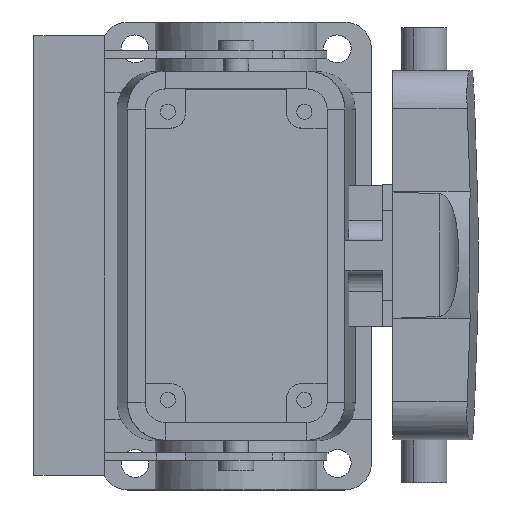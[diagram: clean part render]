
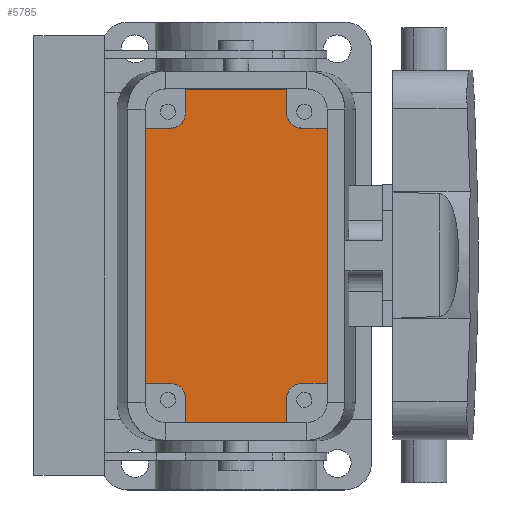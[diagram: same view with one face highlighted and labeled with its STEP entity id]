
A CAD part, top view. The second image highlights one B-rep face of the part: STEP entity #5785.
In plain terms, the highlighted planar face has unit normal (0, 0, 1).
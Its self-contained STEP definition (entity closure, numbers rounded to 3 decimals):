
#943=AXIS2_PLACEMENT_3D('Circle Axis2P3D',#941,#942,$) ;
#4670=AXIS2_PLACEMENT_3D('Circle Axis2P3D',#4668,#4669,$) ;
#4718=AXIS2_PLACEMENT_3D('Circle Axis2P3D',#4716,#4717,$) ;
#5681=AXIS2_PLACEMENT_3D('Circle Axis2P3D',#5679,#5680,$) ;
#5760=AXIS2_PLACEMENT_3D('Plane Axis2P3D',#5757,#5758,#5759) ;
#99=CARTESIAN_POINT('Vertex',(30.,13.25,5.5)) ;
#141=CARTESIAN_POINT('Vertex',(50.,13.25,5.5)) ;
#144=CARTESIAN_POINT('Line Origine',(40.,13.25,5.5)) ;
#337=CARTESIAN_POINT('Line Origine',(50.,15.625,5.5)) ;
#341=CARTESIAN_POINT('Vertex',(50.,18.,5.5)) ;
#941=CARTESIAN_POINT('Axis2P3D Location',(53.,18.,5.5)) ;
#945=CARTESIAN_POINT('Vertex',(53.,21.,5.5)) ;
#1218=CARTESIAN_POINT('Vertex',(58.,21.,5.5)) ;
#1221=CARTESIAN_POINT('Line Origine',(55.5,21.,5.5)) ;
#1891=CARTESIAN_POINT('Vertex',(53.,71.5,5.5)) ;
#1894=CARTESIAN_POINT('Line Origine',(55.5,71.5,5.5)) ;
#1898=CARTESIAN_POINT('Vertex',(58.,71.5,5.5)) ;
#1933=CARTESIAN_POINT('Vertex',(50.,79.25,5.5)) ;
#1936=CARTESIAN_POINT('Line Origine',(50.,76.875,5.5)) ;
#1940=CARTESIAN_POINT('Vertex',(50.,74.5,5.5)) ;
#4641=CARTESIAN_POINT('Vertex',(27.,71.5,5.5)) ;
#4648=CARTESIAN_POINT('Vertex',(22.,71.5,5.5)) ;
#4651=CARTESIAN_POINT('Line Origine',(24.5,71.5,5.5)) ;
#4668=CARTESIAN_POINT('Axis2P3D Location',(27.,74.5,5.5)) ;
#4672=CARTESIAN_POINT('Vertex',(30.,74.5,5.5)) ;
#4692=CARTESIAN_POINT('Line Origine',(30.,76.875,5.5)) ;
#4696=CARTESIAN_POINT('Vertex',(30.,79.25,5.5)) ;
#4716=CARTESIAN_POINT('Axis2P3D Location',(53.,74.5,5.5)) ;
#5425=CARTESIAN_POINT('Line Origine',(58.,46.25,5.5)) ;
#5470=CARTESIAN_POINT('Line Origine',(40.,79.25,5.5)) ;
#5679=CARTESIAN_POINT('Axis2P3D Location',(27.,18.,5.5)) ;
#5683=CARTESIAN_POINT('Vertex',(30.,18.,5.5)) ;
#5685=CARTESIAN_POINT('Vertex',(27.,21.,5.5)) ;
#5714=CARTESIAN_POINT('Vertex',(22.,21.,5.5)) ;
#5717=CARTESIAN_POINT('Line Origine',(22.,46.25,5.5)) ;
#5745=CARTESIAN_POINT('Line Origine',(24.5,21.,5.5)) ;
#5757=CARTESIAN_POINT('Axis2P3D Location',(40.,46.25,5.5)) ;
#5762=CARTESIAN_POINT('Line Origine',(30.,15.625,5.5)) ;
#145=DIRECTION('Vector Direction',(1.,0.,0.)) ;
#338=DIRECTION('Vector Direction',(0.,-1.,0.)) ;
#942=DIRECTION('Axis2P3D Direction',(0.,0.,-1.)) ;
#1222=DIRECTION('Vector Direction',(-1.,0.,0.)) ;
#1895=DIRECTION('Vector Direction',(-1.,0.,0.)) ;
#1937=DIRECTION('Vector Direction',(0.,1.,0.)) ;
#4652=DIRECTION('Vector Direction',(1.,0.,0.)) ;
#4669=DIRECTION('Axis2P3D Direction',(0.,-0.,-1.)) ;
#4693=DIRECTION('Vector Direction',(0.,1.,0.)) ;
#4717=DIRECTION('Axis2P3D Direction',(0.,-0.,-1.)) ;
#5426=DIRECTION('Vector Direction',(0.,-1.,0.)) ;
#5471=DIRECTION('Vector Direction',(-1.,0.,0.)) ;
#5680=DIRECTION('Axis2P3D Direction',(0.,0.,-1.)) ;
#5718=DIRECTION('Vector Direction',(0.,1.,0.)) ;
#5746=DIRECTION('Vector Direction',(1.,0.,0.)) ;
#5758=DIRECTION('Axis2P3D Direction',(-0.,0.,1.)) ;
#5759=DIRECTION('Axis2P3D XDirection',(0.,-1.,0.)) ;
#5763=DIRECTION('Vector Direction',(0.,-1.,0.)) ;
#146=VECTOR('Line Direction',#145,1.) ;
#339=VECTOR('Line Direction',#338,1.) ;
#1223=VECTOR('Line Direction',#1222,1.) ;
#1896=VECTOR('Line Direction',#1895,1.) ;
#1938=VECTOR('Line Direction',#1937,1.) ;
#4653=VECTOR('Line Direction',#4652,1.) ;
#4694=VECTOR('Line Direction',#4693,1.) ;
#5427=VECTOR('Line Direction',#5426,1.) ;
#5472=VECTOR('Line Direction',#5471,1.) ;
#5719=VECTOR('Line Direction',#5718,1.) ;
#5747=VECTOR('Line Direction',#5746,1.) ;
#5764=VECTOR('Line Direction',#5763,1.) ;
#5768=ORIENTED_EDGE('',*,*,#947,.F.) ;
#5769=ORIENTED_EDGE('',*,*,#1225,.F.) ;
#5770=ORIENTED_EDGE('',*,*,#5429,.T.) ;
#5771=ORIENTED_EDGE('',*,*,#1900,.T.) ;
#5772=ORIENTED_EDGE('',*,*,#4720,.F.) ;
#5773=ORIENTED_EDGE('',*,*,#1942,.T.) ;
#5774=ORIENTED_EDGE('',*,*,#5474,.T.) ;
#5775=ORIENTED_EDGE('',*,*,#4698,.F.) ;
#5776=ORIENTED_EDGE('',*,*,#4674,.F.) ;
#5777=ORIENTED_EDGE('',*,*,#4655,.F.) ;
#5778=ORIENTED_EDGE('',*,*,#5721,.T.) ;
#5779=ORIENTED_EDGE('',*,*,#5749,.T.) ;
#5780=ORIENTED_EDGE('',*,*,#5687,.F.) ;
#5781=ORIENTED_EDGE('',*,*,#5766,.T.) ;
#5782=ORIENTED_EDGE('',*,*,#148,.T.) ;
#5783=ORIENTED_EDGE('',*,*,#343,.F.) ;
#5785=ADVANCED_FACE('Hauptk\X2\00F6\X0\rper',(#5784),#5761,.T.) ;
#944=CIRCLE('generated circle',#943,3.) ;
#4671=CIRCLE('generated circle',#4670,3.) ;
#4719=CIRCLE('generated circle',#4718,3.) ;
#5682=CIRCLE('generated circle',#5681,3.) ;
#148=EDGE_CURVE('',#100,#142,#147,.T.) ;
#343=EDGE_CURVE('',#342,#142,#340,.T.) ;
#947=EDGE_CURVE('',#946,#342,#944,.F.) ;
#1225=EDGE_CURVE('',#1219,#946,#1224,.T.) ;
#1900=EDGE_CURVE('',#1899,#1892,#1897,.T.) ;
#1942=EDGE_CURVE('',#1941,#1934,#1939,.T.) ;
#4655=EDGE_CURVE('',#4649,#4642,#4654,.T.) ;
#4674=EDGE_CURVE('',#4642,#4673,#4671,.F.) ;
#4698=EDGE_CURVE('',#4673,#4697,#4695,.T.) ;
#4720=EDGE_CURVE('',#1941,#1892,#4719,.F.) ;
#5429=EDGE_CURVE('',#1219,#1899,#5428,.F.) ;
#5474=EDGE_CURVE('',#1934,#4697,#5473,.T.) ;
#5687=EDGE_CURVE('',#5684,#5686,#5682,.F.) ;
#5721=EDGE_CURVE('',#4649,#5715,#5720,.F.) ;
#5749=EDGE_CURVE('',#5715,#5686,#5748,.T.) ;
#5766=EDGE_CURVE('',#5684,#100,#5765,.T.) ;
#5767=EDGE_LOOP('',(#5768,#5769,#5770,#5771,#5772,#5773,#5774,#5775,#5776,#5777,#5778,#5779,#5780,#5781,#5782,#5783)) ;
#5784=FACE_OUTER_BOUND('',#5767,.T.) ;
#147=LINE('Line',#144,#146) ;
#340=LINE('Line',#337,#339) ;
#1224=LINE('Line',#1221,#1223) ;
#1897=LINE('Line',#1894,#1896) ;
#1939=LINE('Line',#1936,#1938) ;
#4654=LINE('Line',#4651,#4653) ;
#4695=LINE('Line',#4692,#4694) ;
#5428=LINE('Line',#5425,#5427) ;
#5473=LINE('Line',#5470,#5472) ;
#5720=LINE('Line',#5717,#5719) ;
#5748=LINE('Line',#5745,#5747) ;
#5765=LINE('Line',#5762,#5764) ;
#5761=PLANE('',#5760) ;
#100=VERTEX_POINT('',#99) ;
#142=VERTEX_POINT('',#141) ;
#342=VERTEX_POINT('',#341) ;
#946=VERTEX_POINT('',#945) ;
#1219=VERTEX_POINT('',#1218) ;
#1892=VERTEX_POINT('',#1891) ;
#1899=VERTEX_POINT('',#1898) ;
#1934=VERTEX_POINT('',#1933) ;
#1941=VERTEX_POINT('',#1940) ;
#4642=VERTEX_POINT('',#4641) ;
#4649=VERTEX_POINT('',#4648) ;
#4673=VERTEX_POINT('',#4672) ;
#4697=VERTEX_POINT('',#4696) ;
#5684=VERTEX_POINT('',#5683) ;
#5686=VERTEX_POINT('',#5685) ;
#5715=VERTEX_POINT('',#5714) ;
